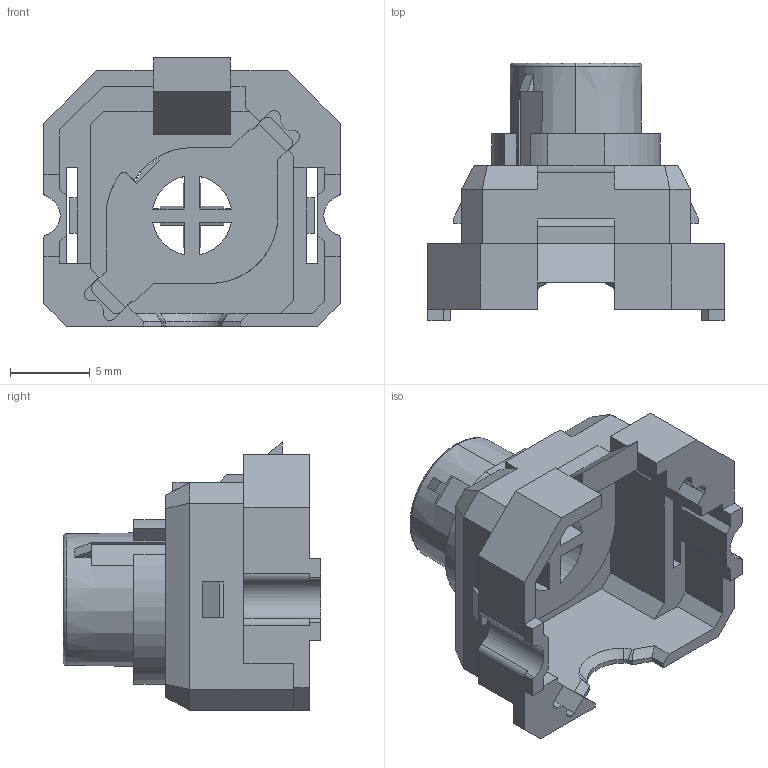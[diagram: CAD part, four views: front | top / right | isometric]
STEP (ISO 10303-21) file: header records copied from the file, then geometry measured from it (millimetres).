
FILE_DESCRIPTION (( 'STEP AP214' ), '1' );
FILE_NAME ('R2_RGB_1U_Asm.STEP', '2023-11-17T21:15:01', ( '' ), ( '' ), 'SwSTEP 2.0', 'SolidWorks 2019', '' );
FILE_SCHEMA (( 'AUTOMOTIVE_DESIGN' ));
Length unit declared in the file: millimetre
Products named in the file (3): RGB_Slider; RGB_Topre_Housing; R2_RGB_1U_Asm
Assembly tree (2 placements, depth 2):
  R2_RGB_1U_Asm
    RGB_Topre_Housing
    RGB_Slider
Bounding box: 18.55 x 16.1 x 16.8 mm (x, y, z)
Volume: 1002.1 mm3; surface area: 2316.1 mm2
Topology: 2 solids, 2 shells, 295 faces, 817 edges, 515 vertices
Faces by surface type: plane 199, cylinder 66, torus 11, sphere 8, bspline 6, cone 5
Entity records: 9527 total; most frequent: CARTESIAN_POINT 1862, ORIENTED_EDGE 1624, DIRECTION 1549, EDGE_CURVE 812, VECTOR 607, LINE 607, VERTEX_POINT 515, AXIS2_PLACEMENT_3D 471
